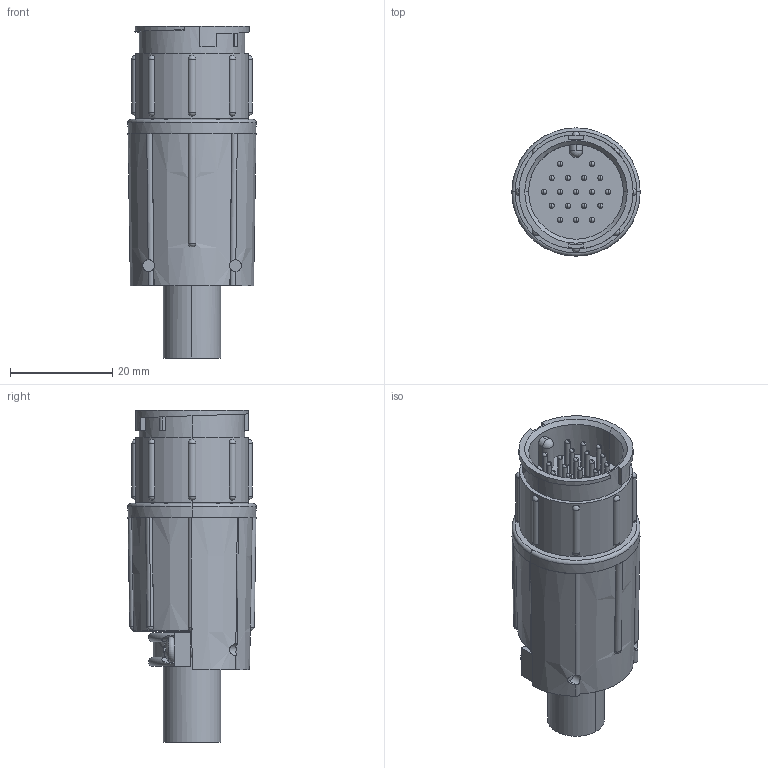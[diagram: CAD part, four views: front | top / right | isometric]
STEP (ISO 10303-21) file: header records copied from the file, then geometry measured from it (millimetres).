
FILE_DESCRIPTION (( 'STEP AP214' ), '1' );
FILE_NAME ('15280-18PG-321.STEP', '2012-11-05T21:22:52', ( 'J0FPBF1' ), ( '' ), 'SwSTEP 2.0', 'SolidWorks 2012', '' );
FILE_SCHEMA (( 'AUTOMOTIVE_DESIGN' ));
Length unit declared in the file: inch
Products named in the file (1): 15280-18PG-321
Bounding box: 25.1 x 25.1 x 64.97 mm (x, y, z)
Volume: 19308.7 mm3; surface area: 7161.6 mm2
Topology: 1 solids, 1 shells, 348 faces, 886 edges, 552 vertices
Faces by surface type: cylinder 134, plane 132, sphere 64, cone 9, torus 9
Entity records: 11188 total; most frequent: CARTESIAN_POINT 2961, ORIENTED_EDGE 1734, DIRECTION 1727, EDGE_CURVE 867, AXIS2_PLACEMENT_3D 713, VERTEX_POINT 552, EDGE_LOOP 383, CIRCLE 364
